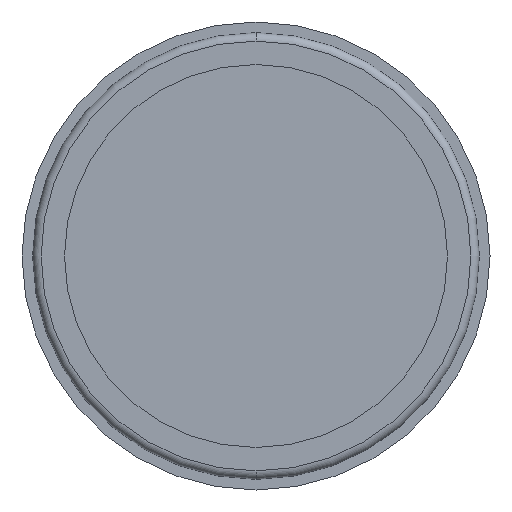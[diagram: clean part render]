
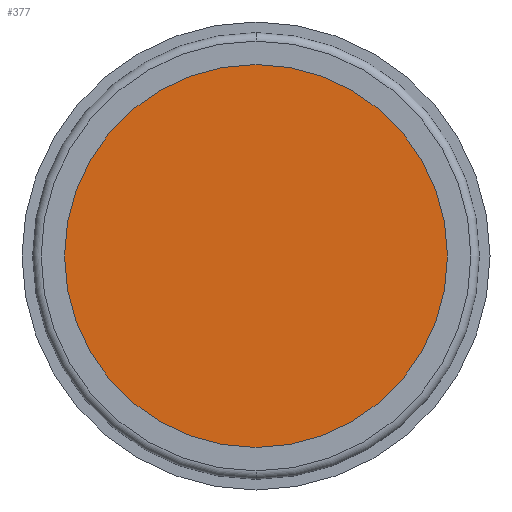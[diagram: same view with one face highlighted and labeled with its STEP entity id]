
A CAD part, front view. The second image highlights one B-rep face of the part: STEP entity #377.
In plain terms, the highlighted planar face has unit normal (0, -1, 0).
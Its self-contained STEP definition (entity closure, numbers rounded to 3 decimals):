
#14 = AXIS2_PLACEMENT_3D ( 'NONE', #102, #103, #104 ) ;
#49 = EDGE_CURVE ( 'NONE', #616, #622, #562, .T. ) ;
#59 = EDGE_LOOP ( 'NONE', ( #587, #588 ) ) ;
#102 = CARTESIAN_POINT ( 'NONE',  ( 0., 14.2, 0. ) ) ;
#103 = DIRECTION ( 'NONE',  ( 0., 1., 0. ) ) ;
#104 = DIRECTION ( 'NONE',  ( 0., 0., 1. ) ) ;
#214 = CARTESIAN_POINT ( 'NONE',  ( 0., 14.2, 0. ) ) ;
#215 = DIRECTION ( 'NONE',  ( 0., 1., 0. ) ) ;
#216 = DIRECTION ( 'NONE',  ( 0., 0., 1. ) ) ;
#222 = CARTESIAN_POINT ( 'NONE',  ( 0., 14.2, 45. ) ) ;
#228 = CARTESIAN_POINT ( 'NONE',  ( 0., 14.2, -45. ) ) ;
#273 = PLANE ( 'NONE',  #484 ) ;
#274 = CARTESIAN_POINT ( 'NONE',  ( 45., 14.2, 0. ) ) ;
#275 = DIRECTION ( 'NONE',  ( 0., 1., 0. ) ) ;
#276 = DIRECTION ( 'NONE',  ( 0., 0., 1. ) ) ;
#377 = ADVANCED_FACE ( 'NONE', ( #480 ), #273, .F. ) ;
#403 = CIRCLE ( 'NONE', #736, 45. ) ;
#430 = EDGE_CURVE ( 'NONE', #622, #616, #403, .T. ) ;
#480 = FACE_OUTER_BOUND ( 'NONE', #59, .T. ) ;
#484 = AXIS2_PLACEMENT_3D ( 'NONE', #274, #275, #276 ) ;
#562 = CIRCLE ( 'NONE', #14, 45. ) ;
#587 = ORIENTED_EDGE ( 'NONE', *, *, #49, .F. ) ;
#588 = ORIENTED_EDGE ( 'NONE', *, *, #430, .F. ) ;
#616 = VERTEX_POINT ( 'NONE', #222 ) ;
#622 = VERTEX_POINT ( 'NONE', #228 ) ;
#736 = AXIS2_PLACEMENT_3D ( 'NONE', #214, #215, #216 ) ;
